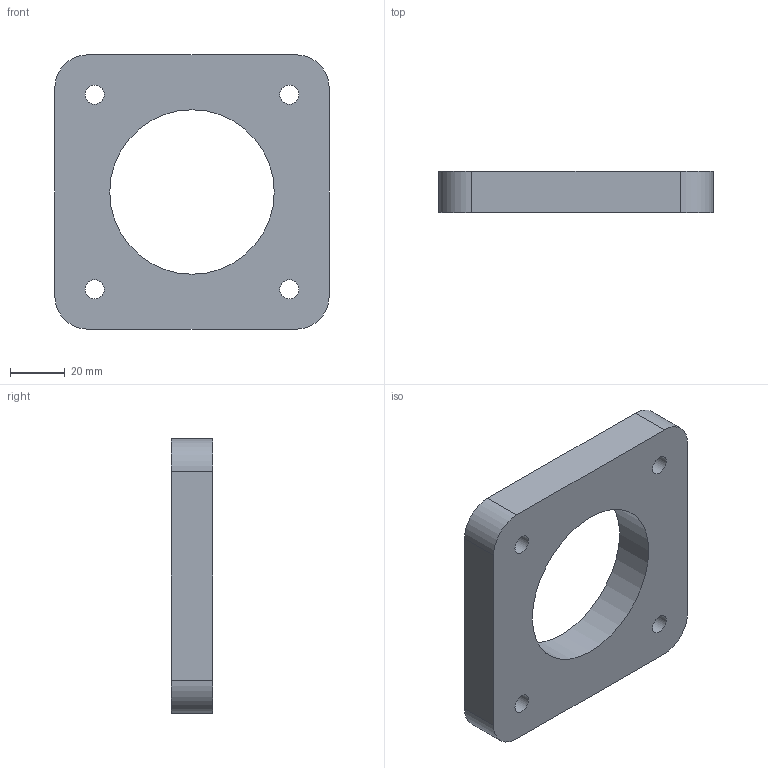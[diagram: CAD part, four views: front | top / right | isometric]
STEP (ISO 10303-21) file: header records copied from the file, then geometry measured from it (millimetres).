
FILE_DESCRIPTION(/* description */ ('Mounting plate'),/* implementation_level */ '2;1');
FILE_NAME(/* name */ 'MP1-1001.stp',/* time_stamp */ '2024-02-20T20:06:16+01:00',/* author */ ('fablabadmin'),/* organization */ (''),/* preprocessor_version */ 'ST-DEVELOPER v20',/* originating_system */ 'Autodesk Inventor 2024',/* authorisation */ '');
FILE_SCHEMA (('AUTOMOTIVE_DESIGN { 1 0 10303 214 3 1 1 }'));
Length unit declared in the file: millimetre
Products named in the file (1): MP1-1001
Bounding box: 100 x 15 x 100 mm (x, y, z)
Volume: 101634.6 mm3; surface area: 24004.9 mm2
Topology: 1 solids, 1 shells, 23 faces, 51 edges, 34 vertices
Faces by surface type: cylinder 13, plane 10
Full cylindrical faces by diameter (mm): 7 x4, 12 x4, 60 x1
Entity records: 714 total; most frequent: DIRECTION 125, CARTESIAN_POINT 109, ORIENTED_EDGE 102, EDGE_CURVE 51, AXIS2_PLACEMENT_3D 50, EDGE_LOOP 37, VERTEX_POINT 34, CIRCLE 26
